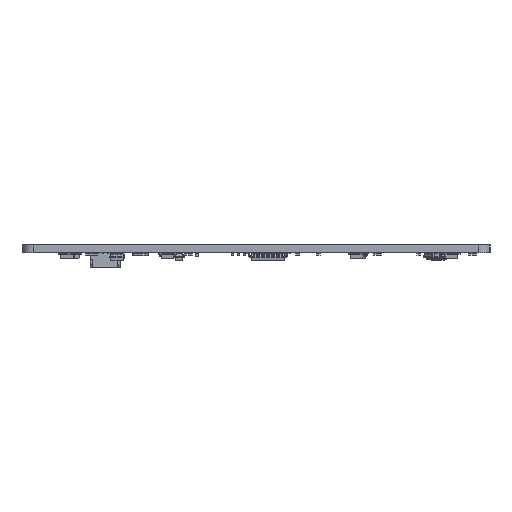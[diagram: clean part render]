
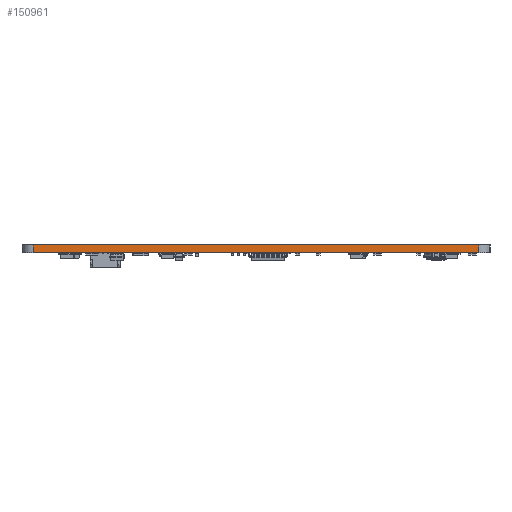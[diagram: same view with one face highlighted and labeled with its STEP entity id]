
A CAD part, left-side view. The second image highlights one B-rep face of the part: STEP entity #150961.
In plain terms, the highlighted planar face has unit normal (-1, 0, 0).
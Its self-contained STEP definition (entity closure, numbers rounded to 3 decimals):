
#110318 = PLANE('',#110319);
#110319 = AXIS2_PLACEMENT_3D('',#110320,#110321,#110322);
#110320 = CARTESIAN_POINT('',(231.213,-131.662,1.6));
#110321 = DIRECTION('',(-0.,-0.,-1.));
#110322 = DIRECTION('',(-1.,0.,0.));
#110377 = PLANE('',#110378);
#110378 = AXIS2_PLACEMENT_3D('',#110379,#110380,#110381);
#110379 = CARTESIAN_POINT('',(231.213,-131.662,0.));
#110380 = DIRECTION('',(-0.,-0.,-1.));
#110381 = DIRECTION('',(-1.,0.,0.));
#110861 = VERTEX_POINT('',#110862);
#110862 = CARTESIAN_POINT('',(75.44,-175.194,0.));
#110881 = CYLINDRICAL_SURFACE('',#110882,2.25);
#110882 = AXIS2_PLACEMENT_3D('',#110883,#110884,#110885);
#110883 = CARTESIAN_POINT('',(77.69,-175.194,0.));
#110884 = DIRECTION('',(-0.,-0.,-1.));
#110885 = DIRECTION('',(1.,0.,-0.));
#110893 = EDGE_CURVE('',#110861,#110894,#110896,.T.);
#110894 = VERTEX_POINT('',#110895);
#110895 = CARTESIAN_POINT('',(75.44,-85.494,0.));
#110896 = SURFACE_CURVE('',#110897,(#110901,#110908),.PCURVE_S1.);
#110897 = LINE('',#110898,#110899);
#110898 = CARTESIAN_POINT('',(75.44,-175.194,0.));
#110899 = VECTOR('',#110900,1.);
#110900 = DIRECTION('',(0.,1.,0.));
#110901 = PCURVE('',#110377,#110902);
#110902 = DEFINITIONAL_REPRESENTATION('',(#110903),#110907);
#110903 = LINE('',#110904,#110905);
#110904 = CARTESIAN_POINT('',(155.772,-43.532));
#110905 = VECTOR('',#110906,1.);
#110906 = DIRECTION('',(0.,1.));
#110907 = ( GEOMETRIC_REPRESENTATION_CONTEXT(2) 
PARAMETRIC_REPRESENTATION_CONTEXT() REPRESENTATION_CONTEXT('2D SPACE',''
  ) );
#110908 = PCURVE('',#110909,#110914);
#110909 = PLANE('',#110910);
#110910 = AXIS2_PLACEMENT_3D('',#110911,#110912,#110913);
#110911 = CARTESIAN_POINT('',(75.44,-175.194,0.));
#110912 = DIRECTION('',(-1.,0.,0.));
#110913 = DIRECTION('',(0.,1.,0.));
#110914 = DEFINITIONAL_REPRESENTATION('',(#110915),#110919);
#110915 = LINE('',#110916,#110917);
#110916 = CARTESIAN_POINT('',(0.,0.));
#110917 = VECTOR('',#110918,1.);
#110918 = DIRECTION('',(1.,0.));
#110919 = ( GEOMETRIC_REPRESENTATION_CONTEXT(2) 
PARAMETRIC_REPRESENTATION_CONTEXT() REPRESENTATION_CONTEXT('2D SPACE',''
  ) );
#110942 = CYLINDRICAL_SURFACE('',#110943,2.25);
#110943 = AXIS2_PLACEMENT_3D('',#110944,#110945,#110946);
#110944 = CARTESIAN_POINT('',(77.69,-85.494,0.));
#110945 = DIRECTION('',(-0.,-0.,-1.));
#110946 = DIRECTION('',(1.,0.,-0.));
#132384 = VERTEX_POINT('',#132385);
#132385 = CARTESIAN_POINT('',(75.44,-175.194,1.6));
#132411 = EDGE_CURVE('',#132384,#132412,#132414,.T.);
#132412 = VERTEX_POINT('',#132413);
#132413 = CARTESIAN_POINT('',(75.44,-85.494,1.6));
#132414 = SURFACE_CURVE('',#132415,(#132419,#132426),.PCURVE_S1.);
#132415 = LINE('',#132416,#132417);
#132416 = CARTESIAN_POINT('',(75.44,-175.194,1.6));
#132417 = VECTOR('',#132418,1.);
#132418 = DIRECTION('',(0.,1.,0.));
#132419 = PCURVE('',#110318,#132420);
#132420 = DEFINITIONAL_REPRESENTATION('',(#132421),#132425);
#132421 = LINE('',#132422,#132423);
#132422 = CARTESIAN_POINT('',(155.772,-43.532));
#132423 = VECTOR('',#132424,1.);
#132424 = DIRECTION('',(0.,1.));
#132425 = ( GEOMETRIC_REPRESENTATION_CONTEXT(2) 
PARAMETRIC_REPRESENTATION_CONTEXT() REPRESENTATION_CONTEXT('2D SPACE',''
  ) );
#132426 = PCURVE('',#110909,#132427);
#132427 = DEFINITIONAL_REPRESENTATION('',(#132428),#132432);
#132428 = LINE('',#132429,#132430);
#132429 = CARTESIAN_POINT('',(0.,-1.6));
#132430 = VECTOR('',#132431,1.);
#132431 = DIRECTION('',(1.,0.));
#132432 = ( GEOMETRIC_REPRESENTATION_CONTEXT(2) 
PARAMETRIC_REPRESENTATION_CONTEXT() REPRESENTATION_CONTEXT('2D SPACE',''
  ) );
#150911 = EDGE_CURVE('',#110861,#132384,#150912,.T.);
#150912 = SURFACE_CURVE('',#150913,(#150917,#150924),.PCURVE_S1.);
#150913 = LINE('',#150914,#150915);
#150914 = CARTESIAN_POINT('',(75.44,-175.194,0.));
#150915 = VECTOR('',#150916,1.);
#150916 = DIRECTION('',(0.,0.,1.));
#150917 = PCURVE('',#110881,#150918);
#150918 = DEFINITIONAL_REPRESENTATION('',(#150919),#150923);
#150919 = LINE('',#150920,#150921);
#150920 = CARTESIAN_POINT('',(-3.141,0.));
#150921 = VECTOR('',#150922,1.);
#150922 = DIRECTION('',(-0.,-1.));
#150923 = ( GEOMETRIC_REPRESENTATION_CONTEXT(2) 
PARAMETRIC_REPRESENTATION_CONTEXT() REPRESENTATION_CONTEXT('2D SPACE',''
  ) );
#150924 = PCURVE('',#110909,#150925);
#150925 = DEFINITIONAL_REPRESENTATION('',(#150926),#150930);
#150926 = LINE('',#150927,#150928);
#150927 = CARTESIAN_POINT('',(0.,0.));
#150928 = VECTOR('',#150929,1.);
#150929 = DIRECTION('',(0.,-1.));
#150930 = ( GEOMETRIC_REPRESENTATION_CONTEXT(2) 
PARAMETRIC_REPRESENTATION_CONTEXT() REPRESENTATION_CONTEXT('2D SPACE',''
  ) );
#150961 = ADVANCED_FACE('',(#150962),#110909,.T.);
#150962 = FACE_BOUND('',#150963,.T.);
#150963 = EDGE_LOOP('',(#150964,#150965,#150966,#150987));
#150964 = ORIENTED_EDGE('',*,*,#150911,.T.);
#150965 = ORIENTED_EDGE('',*,*,#132411,.T.);
#150966 = ORIENTED_EDGE('',*,*,#150967,.F.);
#150967 = EDGE_CURVE('',#110894,#132412,#150968,.T.);
#150968 = SURFACE_CURVE('',#150969,(#150973,#150980),.PCURVE_S1.);
#150969 = LINE('',#150970,#150971);
#150970 = CARTESIAN_POINT('',(75.44,-85.494,0.));
#150971 = VECTOR('',#150972,1.);
#150972 = DIRECTION('',(0.,0.,1.));
#150973 = PCURVE('',#110909,#150974);
#150974 = DEFINITIONAL_REPRESENTATION('',(#150975),#150979);
#150975 = LINE('',#150976,#150977);
#150976 = CARTESIAN_POINT('',(89.7,0.));
#150977 = VECTOR('',#150978,1.);
#150978 = DIRECTION('',(0.,-1.));
#150979 = ( GEOMETRIC_REPRESENTATION_CONTEXT(2) 
PARAMETRIC_REPRESENTATION_CONTEXT() REPRESENTATION_CONTEXT('2D SPACE',''
  ) );
#150980 = PCURVE('',#110942,#150981);
#150981 = DEFINITIONAL_REPRESENTATION('',(#150982),#150986);
#150982 = LINE('',#150983,#150984);
#150983 = CARTESIAN_POINT('',(-3.141,0.));
#150984 = VECTOR('',#150985,1.);
#150985 = DIRECTION('',(-0.,-1.));
#150986 = ( GEOMETRIC_REPRESENTATION_CONTEXT(2) 
PARAMETRIC_REPRESENTATION_CONTEXT() REPRESENTATION_CONTEXT('2D SPACE',''
  ) );
#150987 = ORIENTED_EDGE('',*,*,#110893,.F.);
